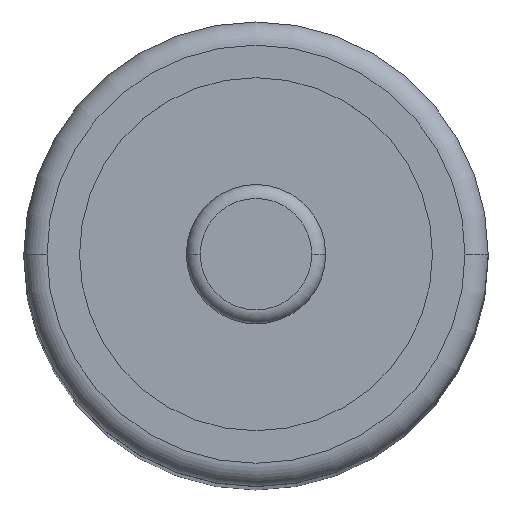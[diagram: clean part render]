
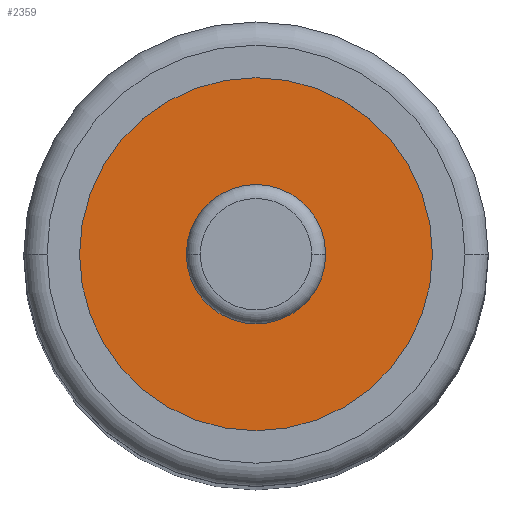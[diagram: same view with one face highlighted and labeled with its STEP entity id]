
A CAD part, top view. The second image highlights one B-rep face of the part: STEP entity #2359.
In plain terms, the highlighted planar face has unit normal (0, 0, 1).
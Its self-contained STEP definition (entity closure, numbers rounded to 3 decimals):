
#154 = VERTEX_POINT ( 'NONE', #7506 ) ;
#552 = CIRCLE ( 'NONE', #10437, 3.8 ) ;
#875 = DIRECTION ( 'NONE',  ( 1., 0., 0. ) ) ;
#1107 = DIRECTION ( 'NONE',  ( 0., 0., 1. ) ) ;
#1108 = VERTEX_POINT ( 'NONE', #6778 ) ;
#1667 = CIRCLE ( 'NONE', #8152, 1.5 ) ;
#1705 = FACE_OUTER_BOUND ( 'NONE', #2931, .T. ) ;
#1855 = EDGE_CURVE ( 'NONE', #1108, #4659, #7222, .T. ) ;
#2359 = ADVANCED_FACE ( 'NONE', ( #5999, #1705 ), #3449, .T. ) ;
#2455 = CARTESIAN_POINT ( 'NONE',  ( 0., 0., 43.8 ) ) ;
#2672 = EDGE_CURVE ( 'NONE', #154, #5544, #552, .T. ) ;
#2931 = EDGE_LOOP ( 'NONE', ( #4421, #8309 ) ) ;
#3350 = DIRECTION ( 'NONE',  ( 0., 0., 1. ) ) ;
#3353 = CARTESIAN_POINT ( 'NONE',  ( 0., 0., 43.8 ) ) ;
#3449 = PLANE ( 'NONE',  #6512 ) ;
#3504 = DIRECTION ( 'NONE',  ( 0., 0., 1. ) ) ;
#3574 = DIRECTION ( 'NONE',  ( 0., 0., 1. ) ) ;
#3979 = EDGE_CURVE ( 'NONE', #4659, #1108, #1667, .T. ) ;
#4044 = DIRECTION ( 'NONE',  ( 0., 0., 1. ) ) ;
#4088 = DIRECTION ( 'NONE',  ( 1., 0., 0. ) ) ;
#4421 = ORIENTED_EDGE ( 'NONE', *, *, #8899, .T. ) ;
#4618 = DIRECTION ( 'NONE',  ( 1., 0., 0. ) ) ;
#4659 = VERTEX_POINT ( 'NONE', #7036 ) ;
#5011 = CIRCLE ( 'NONE', #7174, 3.8 ) ;
#5544 = VERTEX_POINT ( 'NONE', #9386 ) ;
#5999 = FACE_BOUND ( 'NONE', #10281, .T. ) ;
#6507 = AXIS2_PLACEMENT_3D ( 'NONE', #6867, #3574, #875 ) ;
#6512 = AXIS2_PLACEMENT_3D ( 'NONE', #7017, #3504, #4618 ) ;
#6524 = ORIENTED_EDGE ( 'NONE', *, *, #3979, .F. ) ;
#6778 = CARTESIAN_POINT ( 'NONE',  ( 1.5, 0., 43.8 ) ) ;
#6867 = CARTESIAN_POINT ( 'NONE',  ( 0., 0., 43.8 ) ) ;
#6978 = ORIENTED_EDGE ( 'NONE', *, *, #1855, .F. ) ;
#7017 = CARTESIAN_POINT ( 'NONE',  ( 0., 0., 43.8 ) ) ;
#7036 = CARTESIAN_POINT ( 'NONE',  ( -1.5, 0., 43.8 ) ) ;
#7174 = AXIS2_PLACEMENT_3D ( 'NONE', #3353, #4044, #4088 ) ;
#7222 = CIRCLE ( 'NONE', #6507, 1.5 ) ;
#7326 = DIRECTION ( 'NONE',  ( 1., 0., 0. ) ) ;
#7506 = CARTESIAN_POINT ( 'NONE',  ( -3.8, 0., 43.8 ) ) ;
#8152 = AXIS2_PLACEMENT_3D ( 'NONE', #2455, #3350, #9563 ) ;
#8309 = ORIENTED_EDGE ( 'NONE', *, *, #2672, .T. ) ;
#8899 = EDGE_CURVE ( 'NONE', #5544, #154, #5011, .T. ) ;
#9386 = CARTESIAN_POINT ( 'NONE',  ( 3.8, 0., 43.8 ) ) ;
#9563 = DIRECTION ( 'NONE',  ( 1., 0., 0. ) ) ;
#9751 = CARTESIAN_POINT ( 'NONE',  ( 0., 0., 43.8 ) ) ;
#10281 = EDGE_LOOP ( 'NONE', ( #6524, #6978 ) ) ;
#10437 = AXIS2_PLACEMENT_3D ( 'NONE', #9751, #1107, #7326 ) ;
